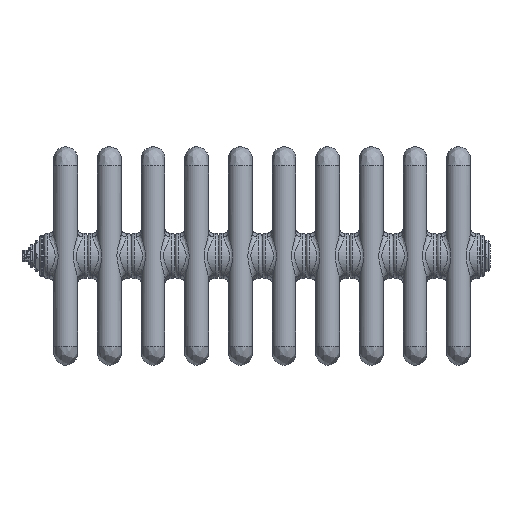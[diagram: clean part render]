
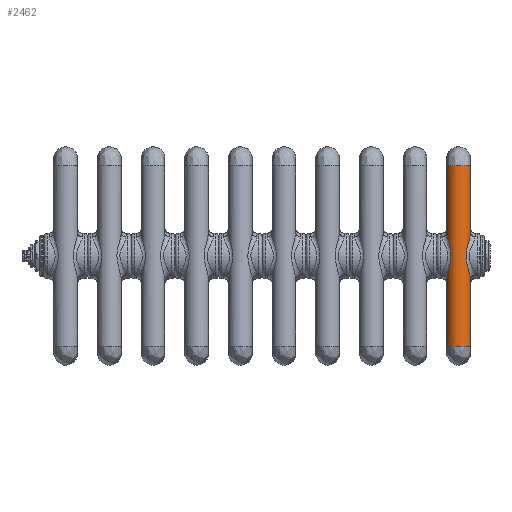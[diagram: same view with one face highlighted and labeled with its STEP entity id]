
A CAD part, front view. The second image highlights one B-rep face of the part: STEP entity #2462.
In plain terms, the highlighted cylindrical face has radius 12.5 mm (diameter 25 mm), a partial arc.
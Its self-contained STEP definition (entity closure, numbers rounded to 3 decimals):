
#399=CARTESIAN_POINT('',(210.,-1945.775,-12.5));
#400=DIRECTION('',(-1.,0.,0.));
#401=DIRECTION('',(0.,0.,-1.));
#402=AXIS2_PLACEMENT_3D('',#399,#400,#401);
#428=DIRECTION('',(1.,0.,0.));
#429=VECTOR('',#428,70.49);
#430=CARTESIAN_POINT('',(20.,-1945.775,-25.033));
#431=LINE('',#430,#429);
#432=DIRECTION('',(1.,0.,0.));
#433=VECTOR('',#432,70.49);
#434=CARTESIAN_POINT('',(139.51,-1945.775,-25.05));
#435=LINE('',#434,#433);
#592=CARTESIAN_POINT('',(139.51,-1945.775,-25.05));
#593=CARTESIAN_POINT('',(139.322,-1945.987,-25.05));
#594=CARTESIAN_POINT('',(138.93,-1946.412,-24.966));
#595=CARTESIAN_POINT('',(138.322,-1947.023,-24.949));
#596=CARTESIAN_POINT('',(137.606,-1947.689,-24.858));
#597=CARTESIAN_POINT('',(136.766,-1948.403,-24.729));
#598=CARTESIAN_POINT('',(135.794,-1949.156,-24.543));
#599=CARTESIAN_POINT('',(134.667,-1949.942,-24.295));
#600=CARTESIAN_POINT('',(133.358,-1950.756,-23.976));
#601=CARTESIAN_POINT('',(131.837,-1951.589,-23.579));
#602=CARTESIAN_POINT('',(130.067,-1952.427,-23.099));
#603=CARTESIAN_POINT('',(128.002,-1953.248,-22.537));
#604=CARTESIAN_POINT('',(125.584,-1954.024,-21.909));
#605=CARTESIAN_POINT('',(122.74,-1954.71,-21.257));
#606=CARTESIAN_POINT('',(119.381,-1955.236,-20.677));
#607=CARTESIAN_POINT('',(115.406,-1955.492,-20.361));
#608=CARTESIAN_POINT('',(110.945,-1955.294,-20.61));
#609=CARTESIAN_POINT('',(106.936,-1954.664,-21.312));
#610=CARTESIAN_POINT('',(103.545,-1953.784,-22.124));
#611=CARTESIAN_POINT('',(100.729,-1952.778,-22.88));
#612=CARTESIAN_POINT('',(98.3,-1951.677,-23.544));
#613=CARTESIAN_POINT('',(96.198,-1950.509,-24.093));
#614=CARTESIAN_POINT('',(94.396,-1949.313,-24.509));
#615=CARTESIAN_POINT('',(92.86,-1948.113,-24.806));
#616=CARTESIAN_POINT('',(91.559,-1946.928,-24.942));
#617=CARTESIAN_POINT('',(90.825,-1946.153,-25.05));
#618=CARTESIAN_POINT('',(90.49,-1945.775,-25.05));
#620=CARTESIAN_POINT('',(90.49,-1945.775,
0.));
#621=CARTESIAN_POINT('',(90.899,-1946.237,
0.));
#622=CARTESIAN_POINT('',(91.796,-1947.167,
-0.052));
#623=CARTESIAN_POINT('',(93.343,-1948.52,
-0.278));
#624=CARTESIAN_POINT('',(95.227,-1949.9,
-0.671));
#625=CARTESIAN_POINT('',(97.425,-1951.226,-1.221));
#626=CARTESIAN_POINT('',(99.986,-1952.476,-1.916));
#627=CARTESIAN_POINT('',(102.959,-1953.603,-2.724));
#628=CARTESIAN_POINT('',(106.469,-1954.572,-3.592));
#629=CARTESIAN_POINT('',(110.706,-1955.273,-4.364));
#630=CARTESIAN_POINT('',(115.115,-1955.49,-4.637));
#631=CARTESIAN_POINT('',(119.015,-1955.272,-4.366));
#632=CARTESIAN_POINT('',(122.319,-1954.789,-3.827));
#633=CARTESIAN_POINT('',(125.158,-1954.14,-3.195));
#634=CARTESIAN_POINT('',(127.621,-1953.383,-2.565));
#635=CARTESIAN_POINT('',(129.774,-1952.555,-1.982));
#636=CARTESIAN_POINT('',(131.663,-1951.68,-1.468));
#637=CARTESIAN_POINT('',(133.313,-1950.786,-1.034));
#638=CARTESIAN_POINT('',(134.748,-1949.891,
-0.685));
#639=CARTESIAN_POINT('',(135.994,-1949.01,
-0.415));
#640=CARTESIAN_POINT('',(137.074,-1948.153,
-0.218));
#641=CARTESIAN_POINT('',(138.009,-1947.325,
-0.088));
#642=CARTESIAN_POINT('',(138.82,-1946.532,
-0.015));
#643=CARTESIAN_POINT('',(139.291,-1946.022,
0.));
#644=CARTESIAN_POINT('',(139.51,-1945.775,
0.));
#646=CARTESIAN_POINT('',(20.,-1945.775,-12.5));
#647=DIRECTION('',(1.,0.,0.));
#648=DIRECTION('',(0.,0.,1.));
#649=AXIS2_PLACEMENT_3D('',#646,#647,#648);
#1004=DIRECTION('',(-1.,0.,0.));
#1005=VECTOR('',#1004,70.49);
#1006=CARTESIAN_POINT('',(210.,-1945.775,0.));
#1007=LINE('',#1006,#1005);
#1008=DIRECTION('',(-1.,0.,0.));
#1009=VECTOR('',#1008,70.49);
#1010=CARTESIAN_POINT('',(90.49,-1945.775,
0.));
#1011=LINE('',#1010,#1009);
#1656=CARTESIAN_POINT('',(90.49,-1945.775,0.));
#1657=VERTEX_POINT('',#1656);
#1659=CARTESIAN_POINT('',(139.51,-1945.775,0.));
#1661=VERTEX_POINT('',#1659);
#1662=CARTESIAN_POINT('',(139.51,-1945.775,-25.1));
#1663=VERTEX_POINT('',#1662);
#1665=CARTESIAN_POINT('',(90.49,-1945.775,-25.1));
#1667=VERTEX_POINT('',#1665);
#1777=CARTESIAN_POINT('',(210.,-1945.775,0.));
#1779=VERTEX_POINT('',#1777);
#1780=CARTESIAN_POINT('',(20.,-1945.775,0.));
#1782=VERTEX_POINT('',#1780);
#1797=CARTESIAN_POINT('',(20.,-1945.775,-25.));
#1799=VERTEX_POINT('',#1797);
#1800=CARTESIAN_POINT('',(210.,-1945.775,-25.));
#1802=VERTEX_POINT('',#1800);
#2443=CARTESIAN_POINT('',(529.828,-1945.775,-12.5));
#2444=DIRECTION('',(-1.,0.,0.));
#2445=DIRECTION('',(0.,-1.,0.));
#2446=AXIS2_PLACEMENT_3D('',#2443,#2444,#2445);
#2447=CYLINDRICAL_SURFACE('',#2446,12.5);
#2448=ORIENTED_EDGE('',*,*,#2435,.T.);
#2449=ORIENTED_EDGE('',*,*,#2187,.F.);
#2451=ORIENTED_EDGE('',*,*,#2450,.F.);
#2453=ORIENTED_EDGE('',*,*,#2452,.F.);
#2455=ORIENTED_EDGE('',*,*,#2454,.T.);
#2457=ORIENTED_EDGE('',*,*,#2456,.F.);
#2458=ORIENTED_EDGE('',*,*,#2163,.F.);
#2459=ORIENTED_EDGE('',*,*,#2199,.F.);
#2460=EDGE_LOOP('',(#2448,#2449,#2451,#2453,#2455,#2457,#2458,#2459));
#2461=FACE_OUTER_BOUND('',#2460,.F.);
#403=CIRCLE('',#402,12.5);
#619=B_SPLINE_CURVE_WITH_KNOTS('',3,(#592,#593,#594,#595,#596,#597,#598,#599,
#600,#601,#602,#603,#604,#605,#606,#607,#608,#609,#610,#611,#612,#613,#614,#615,
#616,#617,#618),.UNSPECIFIED.,.F.,.F.,(4,1,1,1,1,1,1,1,1,1,1,1,1,1,1,1,1,1,1,1,
1,1,1,1,4),(0.,0.042,0.083,0.125,0.167,
0.208,0.25,0.292,0.333,0.375,
0.417,0.458,0.5,0.542,0.583,
0.625,0.667,0.708,0.75,0.792,
0.833,0.875,0.917,0.958,1.),
.UNSPECIFIED.);
#645=B_SPLINE_CURVE_WITH_KNOTS('',3,(#620,#621,#622,#623,#624,#625,#626,#627,
#628,#629,#630,#631,#632,#633,#634,#635,#636,#637,#638,#639,#640,#641,#642,#643,
#644),.UNSPECIFIED.,.F.,.F.,(4,1,1,1,1,1,1,1,1,1,1,1,1,1,1,1,1,1,1,1,1,1,4),(
0.,0.045,0.091,0.136,0.182,
0.227,0.273,0.318,0.364,
0.409,0.455,0.5,0.545,0.591,
0.636,0.682,0.727,0.773,
0.818,0.864,0.909,0.955,1.),
.UNSPECIFIED.);
#650=CIRCLE('',#649,12.5);
#2163=EDGE_CURVE('',#1802,#1779,#403,.T.);
#2187=EDGE_CURVE('',#1799,#1667,#431,.T.);
#2199=EDGE_CURVE('',#1663,#1802,#435,.T.);
#2435=EDGE_CURVE('',#1663,#1667,#619,.T.);
#2450=EDGE_CURVE('',#1782,#1799,#650,.T.);
#2452=EDGE_CURVE('',#1657,#1782,#1011,.T.);
#2454=EDGE_CURVE('',#1657,#1661,#645,.T.);
#2456=EDGE_CURVE('',#1779,#1661,#1007,.T.);
#2462=ADVANCED_FACE('',(#2461),#2447,.T.);
